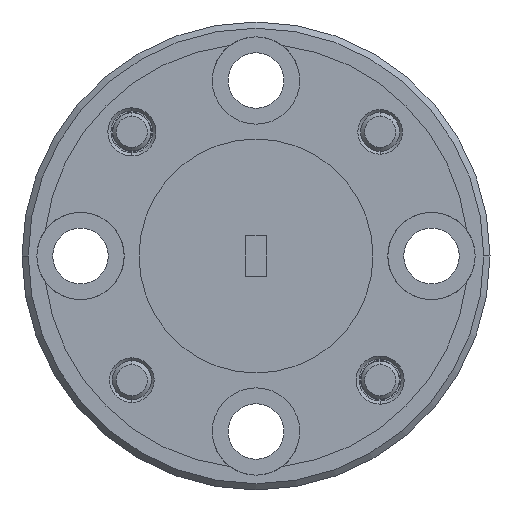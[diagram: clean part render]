
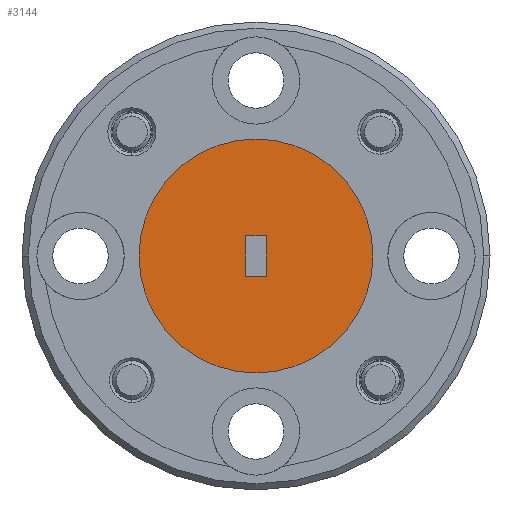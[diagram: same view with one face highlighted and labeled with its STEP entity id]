
A CAD part, left-side view. The second image highlights one B-rep face of the part: STEP entity #3144.
In plain terms, the highlighted planar face has unit normal (-1, 0, 0).
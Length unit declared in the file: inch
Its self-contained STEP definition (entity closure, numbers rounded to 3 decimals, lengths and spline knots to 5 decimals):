
#62 = VERTEX_POINT ( 'NONE', #3563 ) ;
#124 = CIRCLE ( 'NONE', #430, 0.1875 ) ;
#137 = DIRECTION ( 'NONE',  ( 0., -1., 0. ) ) ;
#140 = CARTESIAN_POINT ( 'NONE',  ( 0.01, -0.01625, 0.0325 ) ) ;
#147 = EDGE_LOOP ( 'NONE', ( #3424, #3233, #3927, #3760 ) ) ;
#376 = DIRECTION ( 'NONE',  ( 0., -1., 0. ) ) ;
#386 = VERTEX_POINT ( 'NONE', #4370 ) ;
#430 = AXIS2_PLACEMENT_3D ( 'NONE', #4695, #4323, #2465 ) ;
#641 = CARTESIAN_POINT ( 'NONE',  ( 0.01, 0.1875, 0. ) ) ;
#667 = AXIS2_PLACEMENT_3D ( 'NONE', #749, #3727, #376 ) ;
#749 = CARTESIAN_POINT ( 'NONE',  ( 0.01, 0., 0. ) ) ;
#771 = CARTESIAN_POINT ( 'NONE',  ( 0.01, -0.01625, -0.0325 ) ) ;
#799 = DIRECTION ( 'NONE',  ( 0., 0., -1. ) ) ;
#968 = CIRCLE ( 'NONE', #3071, 0.1875 ) ;
#973 = ORIENTED_EDGE ( 'NONE', *, *, #4159, .T. ) ;
#1361 = LINE ( 'NONE', #2871, #2229 ) ;
#1472 = FACE_BOUND ( 'NONE', #147, .T. ) ;
#1590 = DIRECTION ( 'NONE',  ( 0., 1., 0. ) ) ;
#1960 = EDGE_CURVE ( 'NONE', #3369, #386, #968, .T. ) ;
#2207 = FACE_OUTER_BOUND ( 'NONE', #3056, .T. ) ;
#2229 = VECTOR ( 'NONE', #4349, 39.37008 ) ;
#2374 = VERTEX_POINT ( 'NONE', #4550 ) ;
#2465 = DIRECTION ( 'NONE',  ( 0., -1., 0. ) ) ;
#2477 = EDGE_CURVE ( 'NONE', #62, #4783, #2597, .T. ) ;
#2538 = VECTOR ( 'NONE', #3730, 39.37008 ) ;
#2597 = LINE ( 'NONE', #4787, #2538 ) ;
#2661 = LINE ( 'NONE', #4143, #2790 ) ;
#2711 = LINE ( 'NONE', #771, #2805 ) ;
#2725 = CARTESIAN_POINT ( 'NONE',  ( 0.01, 0.01625, -0.0325 ) ) ;
#2790 = VECTOR ( 'NONE', #799, 39.37008 ) ;
#2805 = VECTOR ( 'NONE', #1590, 39.37008 ) ;
#2871 = CARTESIAN_POINT ( 'NONE',  ( 0.01, 0.01625, -0.0325 ) ) ;
#3056 = EDGE_LOOP ( 'NONE', ( #4636, #973 ) ) ;
#3071 = AXIS2_PLACEMENT_3D ( 'NONE', #4193, #3474, #137 ) ;
#3144 = ADVANCED_FACE ( 'NONE', ( #2207, #1472 ), #4457, .T. ) ;
#3233 = ORIENTED_EDGE ( 'NONE', *, *, #3249, .T. ) ;
#3249 = EDGE_CURVE ( 'NONE', #4783, #2374, #2661, .T. ) ;
#3369 = VERTEX_POINT ( 'NONE', #641 ) ;
#3424 = ORIENTED_EDGE ( 'NONE', *, *, #2477, .T. ) ;
#3474 = DIRECTION ( 'NONE',  ( -1., 0., 0. ) ) ;
#3563 = CARTESIAN_POINT ( 'NONE',  ( 0.01, 0.01625, 0.0325 ) ) ;
#3612 = VERTEX_POINT ( 'NONE', #2725 ) ;
#3727 = DIRECTION ( 'NONE',  ( -1., 0., 0. ) ) ;
#3730 = DIRECTION ( 'NONE',  ( 0., -1., 0. ) ) ;
#3760 = ORIENTED_EDGE ( 'NONE', *, *, #4156, .T. ) ;
#3927 = ORIENTED_EDGE ( 'NONE', *, *, #4692, .T. ) ;
#4143 = CARTESIAN_POINT ( 'NONE',  ( 0.01, -0.01625, -0.0325 ) ) ;
#4156 = EDGE_CURVE ( 'NONE', #3612, #62, #1361, .T. ) ;
#4159 = EDGE_CURVE ( 'NONE', #386, #3369, #124, .T. ) ;
#4193 = CARTESIAN_POINT ( 'NONE',  ( 0.01, 0., 0. ) ) ;
#4323 = DIRECTION ( 'NONE',  ( -1., 0., 0. ) ) ;
#4349 = DIRECTION ( 'NONE',  ( 0., 0., 1. ) ) ;
#4370 = CARTESIAN_POINT ( 'NONE',  ( 0.01, -0.1875, 0. ) ) ;
#4457 = PLANE ( 'NONE',  #667 ) ;
#4550 = CARTESIAN_POINT ( 'NONE',  ( 0.01, -0.01625, -0.0325 ) ) ;
#4636 = ORIENTED_EDGE ( 'NONE', *, *, #1960, .T. ) ;
#4692 = EDGE_CURVE ( 'NONE', #2374, #3612, #2711, .T. ) ;
#4695 = CARTESIAN_POINT ( 'NONE',  ( 0.01, 0., 0. ) ) ;
#4783 = VERTEX_POINT ( 'NONE', #140 ) ;
#4787 = CARTESIAN_POINT ( 'NONE',  ( 0.01, -0.01625, 0.0325 ) ) ;
